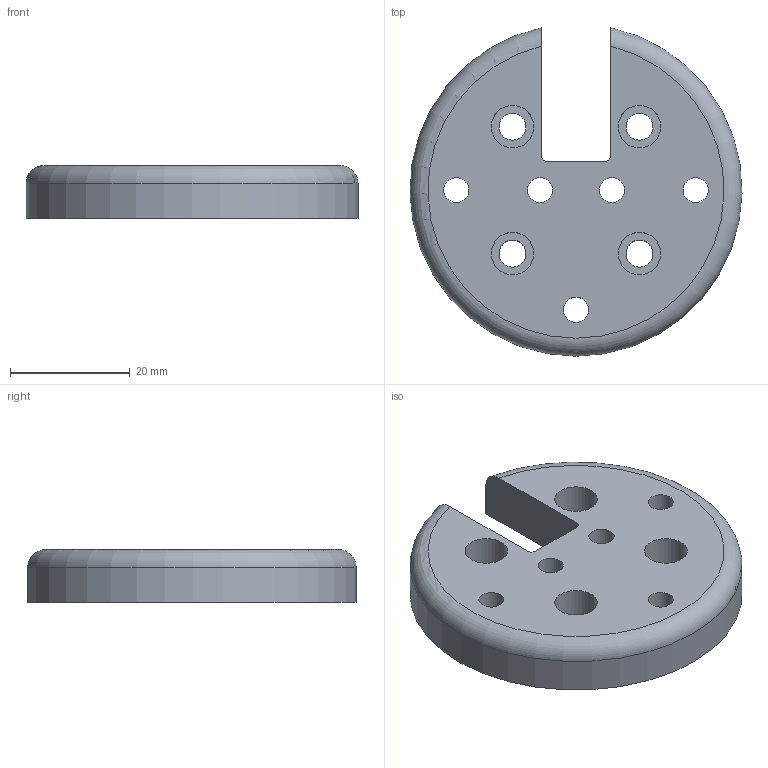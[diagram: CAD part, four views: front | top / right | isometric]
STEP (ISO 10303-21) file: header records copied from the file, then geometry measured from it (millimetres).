
FILE_DESCRIPTION(/* description */ (''),/* implementation_level */ '2;1');
FILE_NAME(/* name */ 'motorplate.step',/* time_stamp */ '2024-03-18T13:24:54+09:00',/* author */ (''),/* organization */ (''),/* preprocessor_version */ 'ST-DEVELOPER v20',/* originating_system */ 'Autodesk Translation Framework v12.20.1.177',/* authorisation */ '');
FILE_SCHEMA (('AUTOMOTIVE_DESIGN { 1 0 10303 214 3 1 1 }'));
Length unit declared in the file: millimetre
Products named in the file (1): new_motorplate
Bounding box: 55.47 x 54.87 x 8.85 mm (x, y, z)
Volume: 15674.1 mm3; surface area: 7220.3 mm2
Topology: 1 solids, 1 shells, 49 faces, 120 edges, 80 vertices
Faces by surface type: plane 31, cylinder 17, torus 1
Full cylindrical faces by diameter (mm): 4.2 x5, 4.5 x4, 7.1 x4
Entity records: 1532 total; most frequent: CARTESIAN_POINT 268, DIRECTION 253, ORIENTED_EDGE 240, EDGE_CURVE 120, AXIS2_PLACEMENT_3D 85, LINE 83, VECTOR 83, VERTEX_POINT 80
